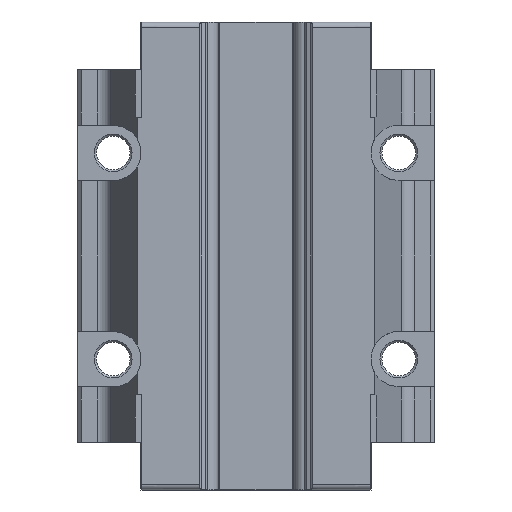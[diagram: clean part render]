
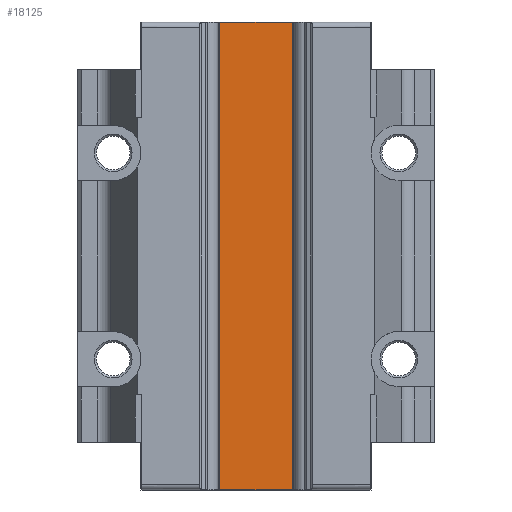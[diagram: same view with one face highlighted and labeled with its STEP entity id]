
A CAD part, front view. The second image highlights one B-rep face of the part: STEP entity #18125.
In plain terms, the highlighted planar face has unit normal (0, -1, 0).
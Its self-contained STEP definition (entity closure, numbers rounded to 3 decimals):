
#1939 = VECTOR ( 'NONE', #9625, 1000. ) ;
#1953 = LINE ( 'NONE', #9624, #1939 ) ;
#3241 = CARTESIAN_POINT ( 'NONE',  ( 10.434, 20.4, 58.95 ) ) ;
#3443 = CARTESIAN_POINT ( 'NONE',  ( -10.434, 20.4, 58.95 ) ) ;
#8001 = VERTEX_POINT ( 'NONE', #3443 ) ;
#8026 = VERTEX_POINT ( 'NONE', #3241 ) ;
#8301 = VERTEX_POINT ( 'NONE', #15346 ) ;
#8337 = VERTEX_POINT ( 'NONE', #15201 ) ;
#9113 = LINE ( 'NONE', #17138, #9116 ) ;
#9116 = VECTOR ( 'NONE', #17139, 1000. ) ;
#9624 = CARTESIAN_POINT ( 'NONE',  ( 10.434, 20.4, 58.95 ) ) ;
#9625 = DIRECTION ( 'NONE',  ( -1., 0., 0. ) ) ;
#11103 = EDGE_CURVE ( 'NONE', #8301, #8001, #12243, .T. ) ;
#11105 = EDGE_CURVE ( 'NONE', #8337, #8026, #12281, .T. ) ;
#11208 = EDGE_CURVE ( 'NONE', #8026, #8001, #1953, .T. ) ;
#11325 = CARTESIAN_POINT ( 'NONE',  ( -10.434, 20.4, -59. ) ) ;
#11326 = CARTESIAN_POINT ( 'NONE',  ( 10.434, 20.4, -59. ) ) ;
#11327 = DIRECTION ( 'NONE',  ( 0., 0., 1. ) ) ;
#11338 = DIRECTION ( 'NONE',  ( 0., 0., 1. ) ) ;
#11683 = FACE_OUTER_BOUND ( 'NONE', #13100, .T. ) ;
#12243 = LINE ( 'NONE', #11325, #12285 ) ;
#12280 = VECTOR ( 'NONE', #11338, 1000. ) ;
#12281 = LINE ( 'NONE', #11326, #12280 ) ;
#12285 = VECTOR ( 'NONE', #11327, 1000. ) ;
#13100 = EDGE_LOOP ( 'NONE', ( #18470, #18471, #18479, #18480 ) ) ;
#15201 = CARTESIAN_POINT ( 'NONE',  ( 10.434, 20.4, -58.95 ) ) ;
#15346 = CARTESIAN_POINT ( 'NONE',  ( -10.434, 20.4, -58.95 ) ) ;
#15872 = EDGE_CURVE ( 'NONE', #8337, #8301, #9113, .T. ) ;
#16204 = AXIS2_PLACEMENT_3D ( 'NONE', #18882, #18885, #18886 ) ;
#17138 = CARTESIAN_POINT ( 'NONE',  ( -29., 20.4, -58.95 ) ) ;
#17139 = DIRECTION ( 'NONE',  ( -1., 0., 0. ) ) ;
#18125 = ADVANCED_FACE ( 'NONE', ( #11683 ), #18883, .F. ) ;
#18470 = ORIENTED_EDGE ( 'NONE', *, *, #11105, .T. ) ;
#18471 = ORIENTED_EDGE ( 'NONE', *, *, #11208, .T. ) ;
#18479 = ORIENTED_EDGE ( 'NONE', *, *, #11103, .F. ) ;
#18480 = ORIENTED_EDGE ( 'NONE', *, *, #15872, .F. ) ;
#18882 = CARTESIAN_POINT ( 'NONE',  ( 10.434, 20.4, -59. ) ) ;
#18883 = PLANE ( 'NONE',  #16204 ) ;
#18885 = DIRECTION ( 'NONE',  ( 0., 1., 0. ) ) ;
#18886 = DIRECTION ( 'NONE',  ( 0., 0., 1. ) ) ;
